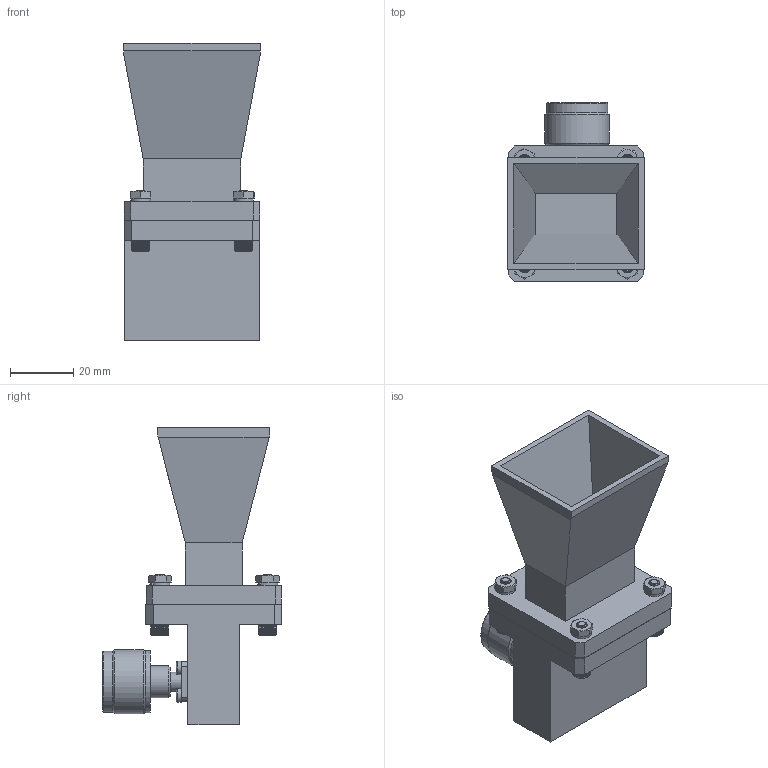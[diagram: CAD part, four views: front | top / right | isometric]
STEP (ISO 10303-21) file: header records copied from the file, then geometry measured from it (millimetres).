
FILE_DESCRIPTION (( 'STEP AP214' ), '1' );
FILE_NAME ('PEWAN102-10NM_3D.STEP', '2022-01-25T16:50:49', ( '' ), ( '' ), 'SwSTEP 2.0', 'SolidWorks 2021', '' );
FILE_SCHEMA (( 'AUTOMOTIVE_DESIGN' ));
Length unit declared in the file: inch
Products named in the file (11): Copy of con screw^Copy of PE9890_NF con_PE9890; 6-32SH-HXx.625_92196A150; PEWAN102-10; PE9890; Copy of N-PANEL^Copy of PE9890_NF con_PE9890; Copy of PE9890_NM con^Copy of PE9890_NF con_PE9890; PEWAN102-10NM_3D; 6-LW; Copy of PE9890_Body^PE9890; 6-32HN-NARROW_90730A007; Copy of PE9890_NF con^PE9890
Assembly tree (22 placements, depth 4):
  PEWAN102-10NM_3D
    6-32HN-NARROW_90730A007  x4
    6-32SH-HXx.625_92196A150  x4
    6-LW  x4
    PE9890
      Copy of PE9890_Body^PE9890
      Copy of PE9890_NF con^PE9890
        Copy of con screw^Copy of PE9890_NF con_PE9890  x4
        Copy of PE9890_NM con^Copy of PE9890_NF con_PE9890
        Copy of N-PANEL^Copy of PE9890_NF con_PE9890
    PEWAN102-10
Bounding box: 43.27 x 56.62 x 94.1 mm (x, y, z)
Volume: 49966.3 mm3; surface area: 33591.5 mm2
Topology: 20 solids, 20 shells, 1134 faces, 2604 edges, 1533 vertices
Faces by surface type: plane 694, cone 346, cylinder 69, bspline 24, sphere 1
Full cylindrical faces by diameter (mm): 1.682 x1, 2.7 x4, 3.006 x1, 4 x1, 4.065 x1, 4.3 x4, 4.318 x4, 4.35 x4, 6 x1, 7.058 x1, 8.359 x1, 10 x1, 16.33 x1, 16.359 x1, 19.4 x1, 19.473 x1, 20.32 x1
Entity records: 14103 total; most frequent: CARTESIAN_POINT 5382, ORIENTED_EDGE 1606, DIRECTION 1468, EDGE_CURVE 803, AXIS2_PLACEMENT_3D 565, VERTEX_POINT 511, EDGE_LOOP 460, FACE_OUTER_BOUND 396
